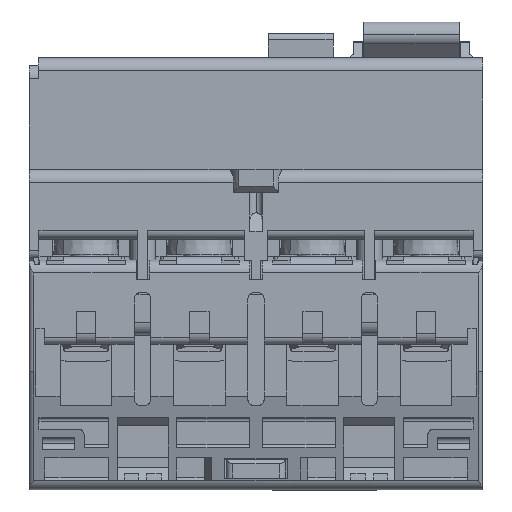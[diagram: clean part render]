
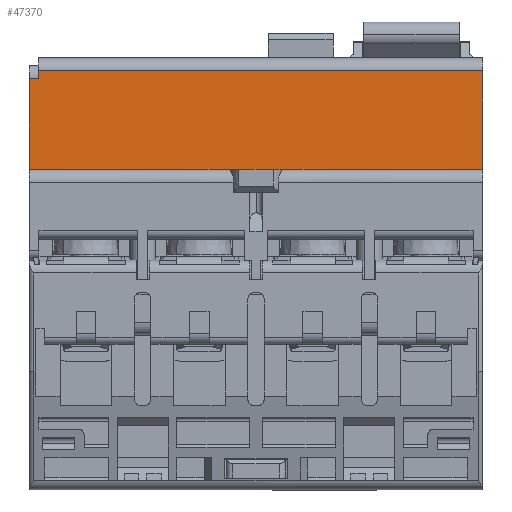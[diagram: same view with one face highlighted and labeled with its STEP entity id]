
A CAD part, left-side view. The second image highlights one B-rep face of the part: STEP entity #47370.
In plain terms, the highlighted face is planar.
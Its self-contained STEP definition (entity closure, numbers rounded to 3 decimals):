
#46820=CARTESIAN_POINT('',(30.,-22.5,0.));
#46830=DIRECTION('',(0.,1.,0.));
#46840=DIRECTION('',(0.,0.,-1.));
#46850=AXIS2_PLACEMENT_3D('',#46820,#46830,#46840);
#46860=PLANE('',#46850);
#46870=CARTESIAN_POINT('',(0.,-22.5,52.8));
#46880=DIRECTION('',(1.,0.,0.));
#46890=VECTOR('',#46880,1.);
#46900=LINE('',#46870,#46890);
#46910=CARTESIAN_POINT('',(14.,-22.5,52.8));
#46920=VERTEX_POINT('',#46910);
#46930=CARTESIAN_POINT('',(28.,-22.5,52.8));
#46940=VERTEX_POINT('',#46930);
#46950=EDGE_CURVE('',#46920,#46940,#46900,.T.);
#46960=ORIENTED_EDGE('',*,*,#46950,.F.);
#46970=CARTESIAN_POINT('',(28.,-22.5,42.));
#46980=DIRECTION('',(0.,0.,1.));
#46990=VECTOR('',#46980,1.);
#47000=LINE('',#46970,#46990);
#47010=CARTESIAN_POINT('',(28.,-22.5,51.4));
#47020=VERTEX_POINT('',#47010);
#47030=EDGE_CURVE('',#47020,#46940,#47000,.T.);
#47040=ORIENTED_EDGE('',*,*,#47030,.T.);
#47050=CARTESIAN_POINT('',(0.,-22.5,51.4));
#47060=DIRECTION('',(1.,0.,0.));
#47070=VECTOR('',#47060,1.);
#47080=LINE('',#47050,#47070);
#47090=CARTESIAN_POINT('',(29.2,-22.5,51.4));
#47100=VERTEX_POINT('',#47090);
#47110=EDGE_CURVE('',#47020,#47100,#47080,.T.);
#47120=ORIENTED_EDGE('',*,*,#47110,.F.);
#47130=CARTESIAN_POINT('',(29.2,-22.5,51.4));
#47140=DIRECTION('',(0.,0.,1.));
#47150=VECTOR('',#47140,1.);
#47160=LINE('',#47130,#47150);
#47170=CARTESIAN_POINT('',(29.2,-22.5,-17.2));
#47180=VERTEX_POINT('',#47170);
#47190=EDGE_CURVE('',#47180,#47100,#47160,.T.);
#47200=ORIENTED_EDGE('',*,*,#47190,.T.);
#47210=CARTESIAN_POINT('',(0.,-22.5,-17.2));
#47220=DIRECTION('',(-1.,0.,0.));
#47230=VECTOR('',#47220,1.);
#47240=LINE('',#47210,#47230);
#47250=CARTESIAN_POINT('',(14.,-22.5,-17.2));
#47260=VERTEX_POINT('',#47250);
#47270=EDGE_CURVE('',#47180,#47260,#47240,.T.);
#47280=ORIENTED_EDGE('',*,*,#47270,.F.);
#47290=CARTESIAN_POINT('',(14.,-22.5,0.));
#47300=DIRECTION('',(0.,0.,-1.));
#47310=VECTOR('',#47300,1.);
#47320=LINE('',#47290,#47310);
#47330=EDGE_CURVE('',#46920,#47260,#47320,.T.);
#47340=ORIENTED_EDGE('',*,*,#47330,.T.);
#47350=EDGE_LOOP('',(#47340,#47280,#47200,#47120,#47040,#46960));
#47360=FACE_OUTER_BOUND('',#47350,.T.);
#47370=ADVANCED_FACE('',(#47360),#46860,.F.);
